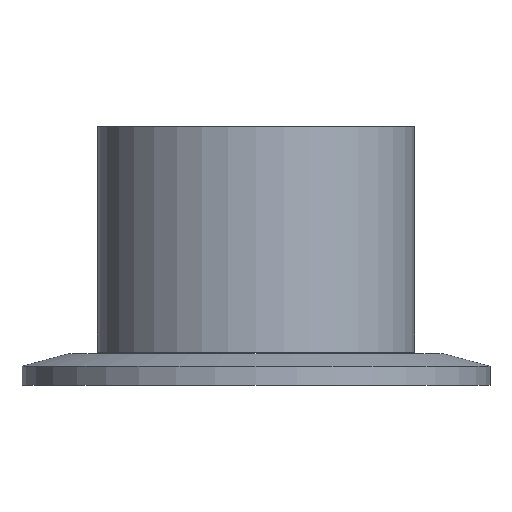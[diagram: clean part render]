
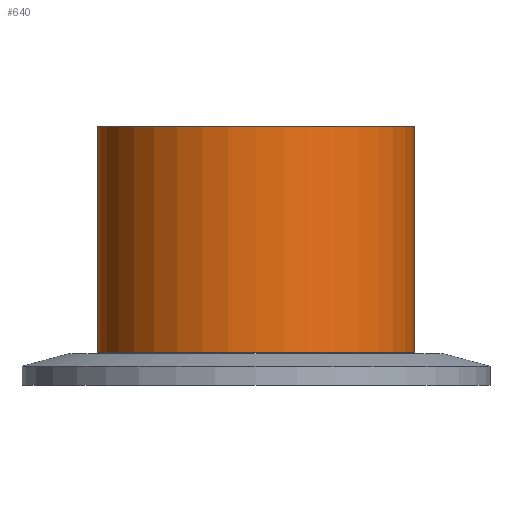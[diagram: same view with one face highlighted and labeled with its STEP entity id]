
A CAD part, front view. The second image highlights one B-rep face of the part: STEP entity #640.
In plain terms, the highlighted cylindrical face has radius 25.4 mm (diameter 50.8 mm), a partial arc.
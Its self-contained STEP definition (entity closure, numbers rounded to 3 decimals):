
#10 = CARTESIAN_POINT ( 'NONE',  ( 25.4, 0., 36.068 ) ) ;
#47 = ORIENTED_EDGE ( 'NONE', *, *, #209, .F. ) ;
#49 = CIRCLE ( 'NONE', #609, 25.4 ) ;
#106 = LINE ( 'NONE', #680, #211 ) ;
#109 = VERTEX_POINT ( 'NONE', #544 ) ;
#141 = CIRCLE ( 'NONE', #175, 25.4 ) ;
#150 = CARTESIAN_POINT ( 'NONE',  ( -25.4, 0., 36.068 ) ) ;
#151 = DIRECTION ( 'NONE',  ( 1., 0., 0. ) ) ;
#171 = CARTESIAN_POINT ( 'NONE',  ( -25.4, 0., 0. ) ) ;
#175 = AXIS2_PLACEMENT_3D ( 'NONE', #411, #462, #298 ) ;
#194 = ORIENTED_EDGE ( 'NONE', *, *, #229, .T. ) ;
#200 = DIRECTION ( 'NONE',  ( 0., 0., -1. ) ) ;
#209 = EDGE_CURVE ( 'NONE', #429, #381, #141, .T. ) ;
#211 = VECTOR ( 'NONE', #515, 1000. ) ;
#229 = EDGE_CURVE ( 'NONE', #408, #109, #49, .T. ) ;
#248 = DIRECTION ( 'NONE',  ( 0., 0., -1. ) ) ;
#253 = CYLINDRICAL_SURFACE ( 'NONE', #581, 25.4 ) ;
#298 = DIRECTION ( 'NONE',  ( 1., 0., 0. ) ) ;
#321 = ORIENTED_EDGE ( 'NONE', *, *, #435, .F. ) ;
#381 = VERTEX_POINT ( 'NONE', #10 ) ;
#402 = DIRECTION ( 'NONE',  ( 0., 0., 1. ) ) ;
#408 = VERTEX_POINT ( 'NONE', #171 ) ;
#409 = DIRECTION ( 'NONE',  ( -1., 0., 0. ) ) ;
#411 = CARTESIAN_POINT ( 'NONE',  ( 0., 0., 36.068 ) ) ;
#424 = VECTOR ( 'NONE', #248, 1000. ) ;
#429 = VERTEX_POINT ( 'NONE', #678 ) ;
#435 = EDGE_CURVE ( 'NONE', #381, #109, #106, .T. ) ;
#462 = DIRECTION ( 'NONE',  ( 0., 0., 1. ) ) ;
#502 = LINE ( 'NONE', #150, #424 ) ;
#515 = DIRECTION ( 'NONE',  ( 0., 0., -1. ) ) ;
#544 = CARTESIAN_POINT ( 'NONE',  ( 25.4, 0., 0. ) ) ;
#558 = FACE_OUTER_BOUND ( 'NONE', #669, .T. ) ;
#581 = AXIS2_PLACEMENT_3D ( 'NONE', #666, #200, #409 ) ;
#609 = AXIS2_PLACEMENT_3D ( 'NONE', #671, #402, #151 ) ;
#632 = ORIENTED_EDGE ( 'NONE', *, *, #660, .T. ) ;
#640 = ADVANCED_FACE ( 'NONE', ( #558 ), #253, .T. ) ;
#660 = EDGE_CURVE ( 'NONE', #429, #408, #502, .T. ) ;
#666 = CARTESIAN_POINT ( 'NONE',  ( 0., 0., 36.068 ) ) ;
#669 = EDGE_LOOP ( 'NONE', ( #321, #47, #632, #194 ) ) ;
#671 = CARTESIAN_POINT ( 'NONE',  ( 0., 0., 0. ) ) ;
#678 = CARTESIAN_POINT ( 'NONE',  ( -25.4, 0., 36.068 ) ) ;
#680 = CARTESIAN_POINT ( 'NONE',  ( 25.4, 0., 36.068 ) ) ;
